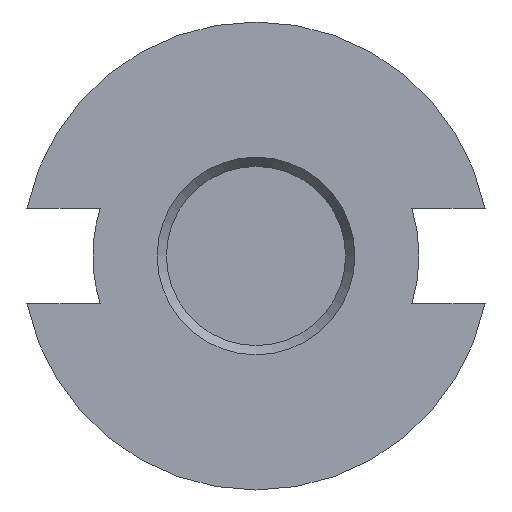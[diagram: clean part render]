
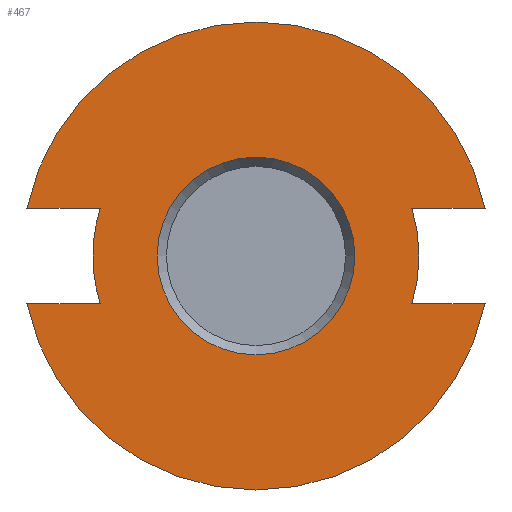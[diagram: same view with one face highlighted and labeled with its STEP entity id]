
A CAD part, front view. The second image highlights one B-rep face of the part: STEP entity #467.
In plain terms, the highlighted planar face has unit normal (0, -1, 0).
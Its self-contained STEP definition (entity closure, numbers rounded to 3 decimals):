
#18=FACE_BOUND('',#95,.T.);
#31=PLANE('',#534);
#66=FACE_OUTER_BOUND('',#94,.T.);
#94=EDGE_LOOP('',(#406,#407,#408,#409,#410,#411,#412,#413,#414));
#95=EDGE_LOOP('',(#415));
#128=LINE('',#822,#160);
#129=LINE('',#823,#161);
#130=LINE('',#825,#162);
#131=LINE('',#828,#163);
#160=VECTOR('',#661,1000.);
#161=VECTOR('',#662,1000.);
#162=VECTOR('',#663,1000.);
#163=VECTOR('',#666,1000.);
#169=CIRCLE('',#492,2.088);
#171=CIRCLE('',#495,4.943);
#172=CIRCLE('',#497,3.443);
#174=CIRCLE('',#499,3.443);
#177=CIRCLE('',#502,3.443);
#194=CIRCLE('',#535,4.943);
#197=VERTEX_POINT('',#693);
#200=VERTEX_POINT('',#700);
#201=VERTEX_POINT('',#704);
#202=VERTEX_POINT('',#710);
#203=VERTEX_POINT('',#711);
#206=VERTEX_POINT('',#720);
#207=VERTEX_POINT('',#725);
#210=VERTEX_POINT('',#732);
#237=VERTEX_POINT('',#824);
#238=VERTEX_POINT('',#826);
#243=EDGE_CURVE('',#197,#197,#169,.T.);
#246=EDGE_CURVE('',#201,#200,#171,.T.);
#248=EDGE_CURVE('',#202,#203,#172,.T.);
#252=EDGE_CURVE('',#206,#207,#174,.T.);
#256=EDGE_CURVE('',#207,#210,#177,.T.);
#297=EDGE_CURVE('',#206,#201,#128,.T.);
#298=EDGE_CURVE('',#200,#203,#129,.T.);
#299=EDGE_CURVE('',#202,#237,#130,.T.);
#300=EDGE_CURVE('',#237,#238,#194,.T.);
#301=EDGE_CURVE('',#238,#210,#131,.T.);
#406=ORIENTED_EDGE('',*,*,#252,.F.);
#407=ORIENTED_EDGE('',*,*,#297,.T.);
#408=ORIENTED_EDGE('',*,*,#246,.T.);
#409=ORIENTED_EDGE('',*,*,#298,.T.);
#410=ORIENTED_EDGE('',*,*,#248,.F.);
#411=ORIENTED_EDGE('',*,*,#299,.T.);
#412=ORIENTED_EDGE('',*,*,#300,.T.);
#413=ORIENTED_EDGE('',*,*,#301,.T.);
#414=ORIENTED_EDGE('',*,*,#256,.F.);
#415=ORIENTED_EDGE('',*,*,#243,.T.);
#467=ADVANCED_FACE('',(#66,#18),#31,.F.);
#492=AXIS2_PLACEMENT_3D('',#695,#552,#553);
#495=AXIS2_PLACEMENT_3D('',#705,#558,#559);
#497=AXIS2_PLACEMENT_3D('',#712,#562,#563);
#499=AXIS2_PLACEMENT_3D('',#726,#566,#567);
#502=AXIS2_PLACEMENT_3D('',#733,#573,#574);
#534=AXIS2_PLACEMENT_3D('',#821,#659,#660);
#535=AXIS2_PLACEMENT_3D('',#827,#664,#665);
#552=DIRECTION('center_axis',(0.,1.,0.));
#553=DIRECTION('ref_axis',(0.,0.,1.));
#558=DIRECTION('center_axis',(0.,-1.,0.));
#559=DIRECTION('ref_axis',(0.,0.,1.));
#562=DIRECTION('center_axis',(0.,1.,0.));
#563=DIRECTION('ref_axis',(0.,0.,1.));
#566=DIRECTION('center_axis',(0.,1.,0.));
#567=DIRECTION('ref_axis',(0.,0.,1.));
#573=DIRECTION('center_axis',(0.,1.,0.));
#574=DIRECTION('ref_axis',(0.,0.,1.));
#659=DIRECTION('center_axis',(0.,1.,0.));
#660=DIRECTION('ref_axis',(1.,0.,0.));
#661=DIRECTION('',(-1.,0.,0.));
#662=DIRECTION('',(-1.,0.,0.));
#663=DIRECTION('',(1.,0.,0.));
#664=DIRECTION('center_axis',(0.,-1.,0.));
#665=DIRECTION('ref_axis',(0.,0.,1.));
#666=DIRECTION('',(1.,0.,0.));
#693=CARTESIAN_POINT('',(0.,-1.25,2.088));
#695=CARTESIAN_POINT('Origin',(0.,-1.25,0.));
#700=CARTESIAN_POINT('',(4.84,-1.25,-1.007));
#704=CARTESIAN_POINT('',(-4.84,-1.25,-1.007));
#705=CARTESIAN_POINT('Origin',(0.,-1.25,0.));
#710=CARTESIAN_POINT('',(3.293,-1.25,1.007));
#711=CARTESIAN_POINT('',(3.293,-1.25,-1.007));
#712=CARTESIAN_POINT('Origin',(0.,-1.25,0.));
#720=CARTESIAN_POINT('',(-3.293,-1.25,-1.007));
#725=CARTESIAN_POINT('',(-3.443,-1.25,0.));
#726=CARTESIAN_POINT('Origin',(0.,-1.25,0.));
#732=CARTESIAN_POINT('',(-3.293,-1.25,1.007));
#733=CARTESIAN_POINT('Origin',(0.,-1.25,0.));
#821=CARTESIAN_POINT('Origin',(0.,-1.25,0.));
#822=CARTESIAN_POINT('',(4.848,-1.25,-1.007));
#823=CARTESIAN_POINT('',(4.848,-1.25,-1.007));
#824=CARTESIAN_POINT('',(4.84,-1.25,1.007));
#825=CARTESIAN_POINT('',(4.848,-1.25,1.007));
#826=CARTESIAN_POINT('',(-4.84,-1.25,1.007));
#827=CARTESIAN_POINT('Origin',(0.,-1.25,0.));
#828=CARTESIAN_POINT('',(4.848,-1.25,1.007));
